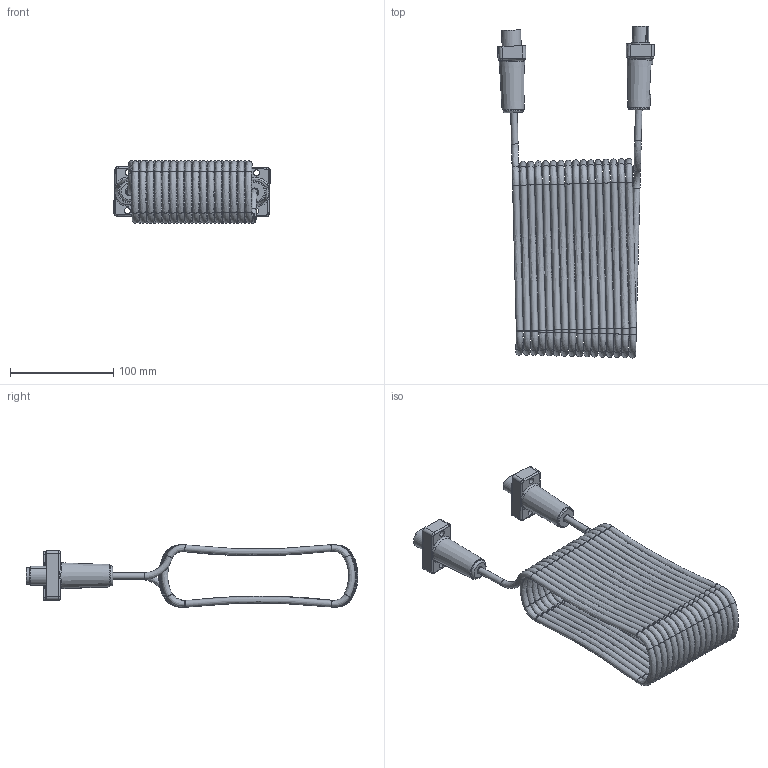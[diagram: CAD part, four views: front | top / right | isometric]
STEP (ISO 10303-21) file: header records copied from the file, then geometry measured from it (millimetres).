
FILE_DESCRIPTION(/* description */ (''),/* implementation_level */ '2;1');
FILE_NAME(/* name */ '12373 Verbindungskabel 20m.stp',/* time_stamp */ '2017-06-30T10:01:18+02:00',/* author */ ('guzb562'),/* organization */ (''),/* preprocessor_version */ 'ST-DEVELOPER v16.1',/* originating_system */ 'Autodesk Inventor 2016',/* authorisation */ '');
FILE_SCHEMA (('AUTOMOTIVE_DESIGN { 1 0 10303 214 3 1 1 }'));
Products named in the file (4): kabelpaket_20m; Stecker 1; Stecker 2; 12373 Verbindungskabel 20m
Assembly tree (3 placements, depth 2):
  12373 Verbindungskabel 20m
    kabelpaket_20m
    Stecker 1
    Stecker 2
Bounding box: 152.05 x 322.27 x 60.59 mm (x, y, z)
Volume: 308137.4 mm3; surface area: 164614.1 mm2
Topology: 3 solids, 3 shells, 1369 faces, 3978 edges, 2925 vertices
Faces by surface type: plane 878, bspline 388, cylinder 89, torus 12, cone 2
Full cylindrical faces by diameter (mm): 1.3 x5, 1.6 x5, 4.5 x1, 6 x4, 7.683 x1, 7.822 x1, 18.238 x1, 18.525 x1, 19.899 x1, 20.654 x1
Entity records: 72593 total; most frequent: CARTESIAN_POINT 39655, ORIENTED_EDGE 7424, DIRECTION 5321, EDGE_CURVE 3712, LINE 2775, VECTOR 2775, VERTEX_POINT 2468, EDGE_LOOP 1496
